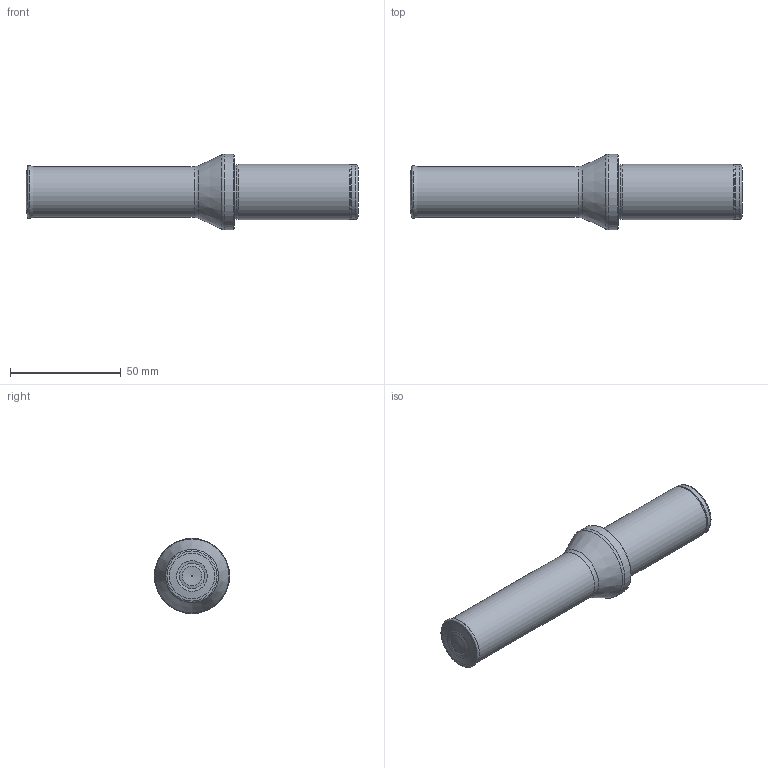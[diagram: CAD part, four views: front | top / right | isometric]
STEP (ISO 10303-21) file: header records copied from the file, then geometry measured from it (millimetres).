
FILE_DESCRIPTION(/* description */ (''),/* implementation_level */ '2;1');
FILE_NAME(/* name */ 'ATUM-24XD3-WCM-050308-light.stp',/* time_stamp */ '2023-10-28T15:42:53+03:00',/* author */ (''),/* organization */ (''),/* preprocessor_version */ 'ST-DEVELOPER v19.4',/* originating_system */ 'SIEMENS PLM Software NX2306.3001',/* authorisation */ '');
FILE_SCHEMA (('AUTOMOTIVE_DESIGN { 1 0 10303 214 3 1 1 1 }'));
Length unit declared in the file: millimetre
Products named in the file (1): STP_ATUM 24.5XD3 WCM. 050308
Bounding box: 150 x 34 x 34 mm (x, y, z)
Volume: 74547.3 mm3; surface area: 14198.9 mm2
Topology: 2 solids, 2 shells, 34 faces, 74 edges, 45 vertices
Faces by surface type: revolution 12, torus 8, cylinder 5, plane 5, cone 4
Full cylindrical faces by diameter (mm): 23 x1, 24.5 x2, 25 x1, 34 x1
Entity records: 732 total; most frequent: DIRECTION 137, CARTESIAN_POINT 111, EDGE_LOOP 64, ORIENTED_EDGE 64, FACE_BOUND 60, AXIS2_PLACEMENT_3D 58, CIRCLE 35, ADVANCED_FACE 34
